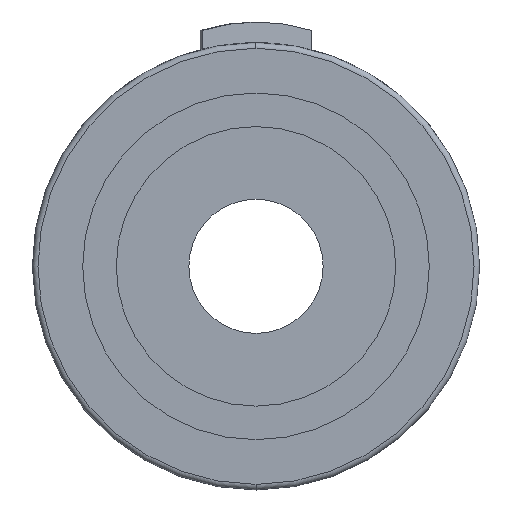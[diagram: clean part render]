
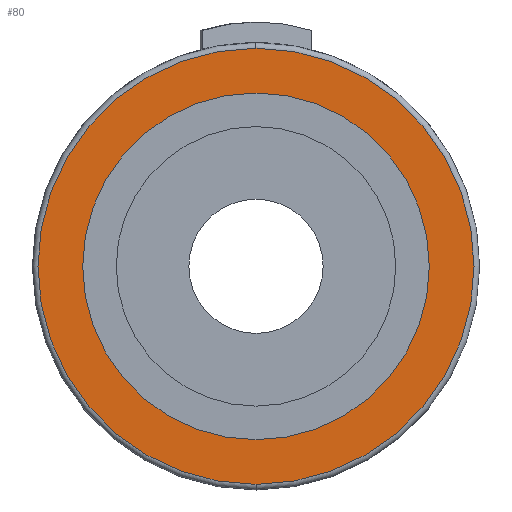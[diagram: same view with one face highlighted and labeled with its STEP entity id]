
A CAD part, left-side view. The second image highlights one B-rep face of the part: STEP entity #80.
In plain terms, the highlighted planar face has unit normal (-1, 0, 0).
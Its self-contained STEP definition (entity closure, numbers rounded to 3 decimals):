
#80=ADVANCED_FACE('',(#159,#160),#161,.T.);
#159=FACE_BOUND('',#251,.T.);
#160=FACE_OUTER_BOUND('',#252,.T.);
#161=PLANE('',#253);
#251=EDGE_LOOP('',(#557,#558));
#252=EDGE_LOOP('',(#559,#560,#561));
#253=AXIS2_PLACEMENT_3D('',#562,#563,#564);
#557=ORIENTED_EDGE('',*,*,#624,.T.);
#558=ORIENTED_EDGE('',*,*,#722,.T.);
#559=ORIENTED_EDGE('',*,*,#639,.F.);
#560=ORIENTED_EDGE('',*,*,#638,.F.);
#561=ORIENTED_EDGE('',*,*,#721,.F.);
#562=CARTESIAN_POINT('',(7.5,17.75,0.0));
#563=DIRECTION('',(-1.0,0.0,0.0));
#564=DIRECTION('',(0.0,0.0,1.0));
#624=EDGE_CURVE('',#731,#735,#737,.T.);
#638=EDGE_CURVE('',#762,#765,#766,.T.);
#639=EDGE_CURVE('',#765,#767,#768,.T.);
#721=EDGE_CURVE('',#767,#762,#902,.T.);
#722=EDGE_CURVE('',#735,#731,#903,.T.);
#731=VERTEX_POINT('',#912);
#735=VERTEX_POINT('',#917);
#737=CIRCLE('',#920,15.5);
#762=VERTEX_POINT('',#951);
#765=VERTEX_POINT('',#954);
#766=CIRCLE('',#955,19.5);
#767=VERTEX_POINT('',#956);
#768=CIRCLE('',#957,19.5);
#902=CIRCLE('',#1179,19.5);
#903=CIRCLE('',#1180,15.5);
#912=CARTESIAN_POINT('',(7.5,15.5,0.0));
#917=CARTESIAN_POINT('',(7.5,-15.5,0.));
#920=AXIS2_PLACEMENT_3D('',#1193,#1194,#1195);
#951=CARTESIAN_POINT('',(7.5,0.,-19.5));
#954=CARTESIAN_POINT('',(7.5,19.5,0.0));
#955=AXIS2_PLACEMENT_3D('',#1223,#1224,#1225);
#956=CARTESIAN_POINT('',(7.5,0.,19.5));
#957=AXIS2_PLACEMENT_3D('',#1226,#1227,#1228);
#1179=AXIS2_PLACEMENT_3D('',#1362,#1363,#1364);
#1180=AXIS2_PLACEMENT_3D('',#1365,#1366,#1367);
#1193=CARTESIAN_POINT('',(7.5,0.0,0.0));
#1194=DIRECTION('',(1.0,0.0,0.0));
#1195=DIRECTION('',(0.0,1.0,0.0));
#1223=CARTESIAN_POINT('',(7.5,0.0,0.0));
#1224=DIRECTION('',(1.0,0.0,0.0));
#1225=DIRECTION('',(0.0,-1.0,0.));
#1226=CARTESIAN_POINT('',(7.5,0.0,0.0));
#1227=DIRECTION('',(1.0,0.0,0.0));
#1228=DIRECTION('',(0.0,-1.0,0.));
#1362=CARTESIAN_POINT('',(7.5,0.0,0.0));
#1363=DIRECTION('',(1.0,0.0,0.0));
#1364=DIRECTION('',(0.0,-1.0,0.));
#1365=CARTESIAN_POINT('',(7.5,0.0,0.0));
#1366=DIRECTION('',(1.0,0.0,0.0));
#1367=DIRECTION('',(0.0,1.0,0.0));
